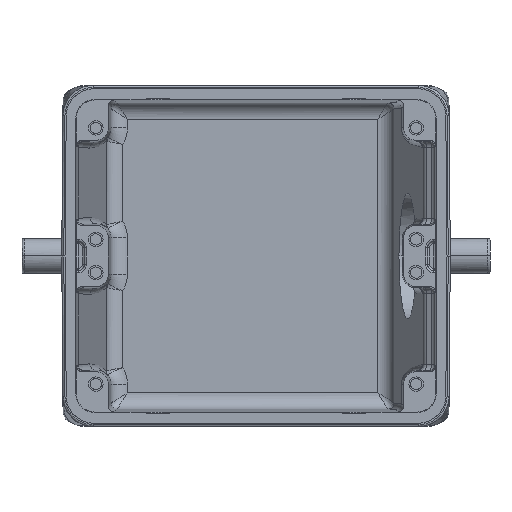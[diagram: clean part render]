
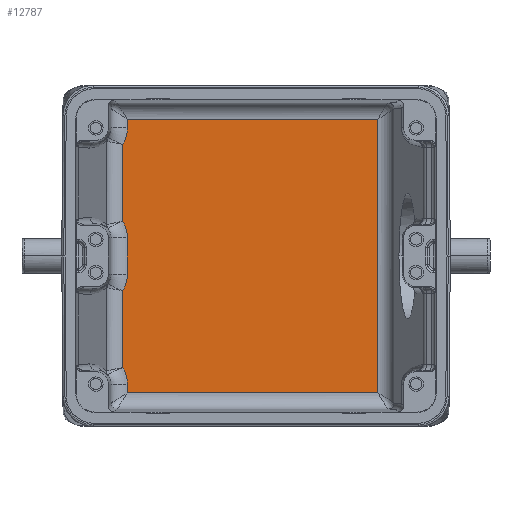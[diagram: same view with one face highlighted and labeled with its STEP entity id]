
A CAD part, front view. The second image highlights one B-rep face of the part: STEP entity #12787.
In plain terms, the highlighted planar face has unit normal (0, -1, 0).
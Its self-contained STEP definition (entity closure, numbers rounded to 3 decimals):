
#2878=DIRECTION('',(0.,0.,-1.));
#2879=VECTOR('',#2878,8.8);
#2880=CARTESIAN_POINT('',(-31.104,40.,4.4));
#2881=LINE('',#2880,#2879);
#3309=DIRECTION('',(1.,0.,0.));
#3310=VECTOR('',#3309,60.552);
#3311=CARTESIAN_POINT('',(-31.104,40.,-33.104));
#3312=LINE('',#3311,#3310);
#3344=DIRECTION('',(0.,0.,-1.));
#3345=VECTOR('',#3344,2.104);
#3346=CARTESIAN_POINT('',(-31.104,40.,-31.));
#3347=LINE('',#3346,#3345);
#3415=DIRECTION('',(0.,0.,-1.));
#3416=VECTOR('',#3415,18.63);
#3417=CARTESIAN_POINT('',(-32.225,40.,-8.385));
#3418=LINE('',#3417,#3416);
#3419=CARTESIAN_POINT('',(-38.75,40.,-31.));
#3420=DIRECTION('',(0.,-1.,0.));
#3421=DIRECTION('',(1.,0.,0.));
#3422=AXIS2_PLACEMENT_3D('',#3419,#3420,#3421);
#3424=CARTESIAN_POINT('',(-38.75,40.,-4.4));
#3425=DIRECTION('',(0.,-1.,0.));
#3426=DIRECTION('',(0.853,0.,-0.521));
#3427=AXIS2_PLACEMENT_3D('',#3424,#3425,#3426);
#3429=CARTESIAN_POINT('',(-38.75,40.,4.4));
#3430=DIRECTION('',(0.,-1.,0.));
#3431=DIRECTION('',(1.,0.,0.));
#3432=AXIS2_PLACEMENT_3D('',#3429,#3430,#3431);
#3434=CARTESIAN_POINT('',(-38.75,40.,31.));
#3435=DIRECTION('',(0.,-1.,0.));
#3436=DIRECTION('',(0.853,0.,-0.521));
#3437=AXIS2_PLACEMENT_3D('',#3434,#3435,#3436);
#3454=DIRECTION('',(-1.,0.,0.));
#3455=VECTOR('',#3454,60.552);
#3456=CARTESIAN_POINT('',(29.448,40.,33.104));
#3457=LINE('',#3456,#3455);
#3487=DIRECTION('',(0.,0.,1.));
#3488=VECTOR('',#3487,66.208);
#3489=CARTESIAN_POINT('',(29.448,40.,-33.104));
#3490=LINE('',#3489,#3488);
#3856=DIRECTION('',(0.,0.,-1.));
#3857=VECTOR('',#3856,2.104);
#3858=CARTESIAN_POINT('',(-31.104,40.,33.104));
#3859=LINE('',#3858,#3857);
#3893=CARTESIAN_POINT('',(-32.225,40.,27.015));
#4007=CARTESIAN_POINT('',(-32.225,40.,8.385));
#4031=DIRECTION('',(0.,0.,-1.));
#4032=VECTOR('',#4031,18.63);
#4033=CARTESIAN_POINT('',(-32.225,40.,27.015));
#4034=LINE('',#4033,#4032);
#7519=VERTEX_POINT('',#3893);
#7520=CARTESIAN_POINT('',(-31.104,40.,31.));
#7521=VERTEX_POINT('',#7520);
#7522=VERTEX_POINT('',#4007);
#7524=CARTESIAN_POINT('',(-31.104,40.,4.4));
#7525=VERTEX_POINT('',#7524);
#7526=CARTESIAN_POINT('',(29.448,40.,33.104));
#7527=CARTESIAN_POINT('',(-31.104,40.,33.104));
#7528=VERTEX_POINT('',#7526);
#7529=VERTEX_POINT('',#7527);
#7530=CARTESIAN_POINT('',(29.448,40.,-33.104));
#7531=VERTEX_POINT('',#7530);
#7532=CARTESIAN_POINT('',(-31.104,40.,-33.104));
#7533=VERTEX_POINT('',#7532);
#7534=CARTESIAN_POINT('',(-31.104,40.,-31.));
#7535=VERTEX_POINT('',#7534);
#7536=CARTESIAN_POINT('',(-32.225,40.,-27.015));
#7537=VERTEX_POINT('',#7536);
#7538=CARTESIAN_POINT('',(-32.225,40.,-8.385));
#7539=VERTEX_POINT('',#7538);
#7540=CARTESIAN_POINT('',(-31.104,40.,-4.4));
#7541=VERTEX_POINT('',#7540);
#12762=CARTESIAN_POINT('',(32.925,40.,-37.75));
#12763=DIRECTION('',(0.,1.,0.));
#12764=DIRECTION('',(-1.,0.,0.));
#12765=AXIS2_PLACEMENT_3D('',#12762,#12763,#12764);
#12766=PLANE('',#12765);
#12768=ORIENTED_EDGE('',*,*,#12767,.F.);
#12770=ORIENTED_EDGE('',*,*,#12769,.F.);
#12771=ORIENTED_EDGE('',*,*,#12520,.F.);
#12772=ORIENTED_EDGE('',*,*,#12643,.F.);
#12773=ORIENTED_EDGE('',*,*,#12659,.T.);
#12774=ORIENTED_EDGE('',*,*,#12757,.F.);
#12775=ORIENTED_EDGE('',*,*,#11827,.T.);
#12776=ORIENTED_EDGE('',*,*,#11810,.F.);
#12778=ORIENTED_EDGE('',*,*,#12777,.T.);
#12780=ORIENTED_EDGE('',*,*,#12779,.F.);
#12782=ORIENTED_EDGE('',*,*,#12781,.T.);
#12784=ORIENTED_EDGE('',*,*,#12783,.F.);
#12785=EDGE_LOOP('',(#12768,#12770,#12771,#12772,#12773,#12774,#12775,#12776,
#12778,#12780,#12782,#12784));
#12786=FACE_OUTER_BOUND('',#12785,.F.);
#12787=ADVANCED_FACE('',(#12786),#12766,.F.);
#3423=CIRCLE('',#3422,7.646);
#3428=CIRCLE('',#3427,7.646);
#3433=CIRCLE('',#3432,7.646);
#3438=CIRCLE('',#3437,7.646);
#11810=EDGE_CURVE('',#7525,#7541,#2881,.T.);
#11827=EDGE_CURVE('',#7539,#7541,#3428,.T.);
#12520=EDGE_CURVE('',#7533,#7531,#3312,.T.);
#12643=EDGE_CURVE('',#7535,#7533,#3347,.T.);
#12659=EDGE_CURVE('',#7535,#7537,#3423,.T.);
#12757=EDGE_CURVE('',#7539,#7537,#3418,.T.);
#12767=EDGE_CURVE('',#7528,#7529,#3457,.T.);
#12769=EDGE_CURVE('',#7531,#7528,#3490,.T.);
#12777=EDGE_CURVE('',#7525,#7522,#3433,.T.);
#12779=EDGE_CURVE('',#7519,#7522,#4034,.T.);
#12781=EDGE_CURVE('',#7519,#7521,#3438,.T.);
#12783=EDGE_CURVE('',#7529,#7521,#3859,.T.);
